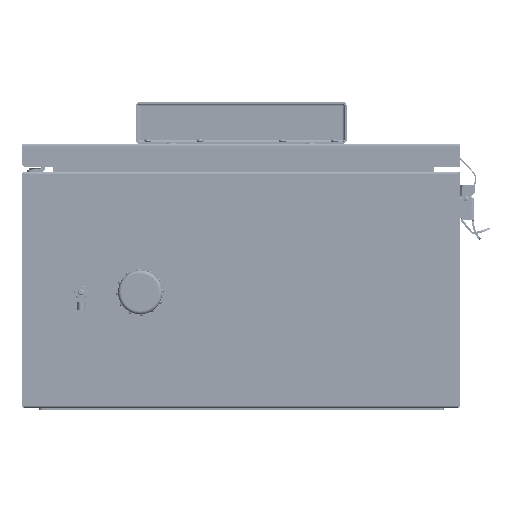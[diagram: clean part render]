
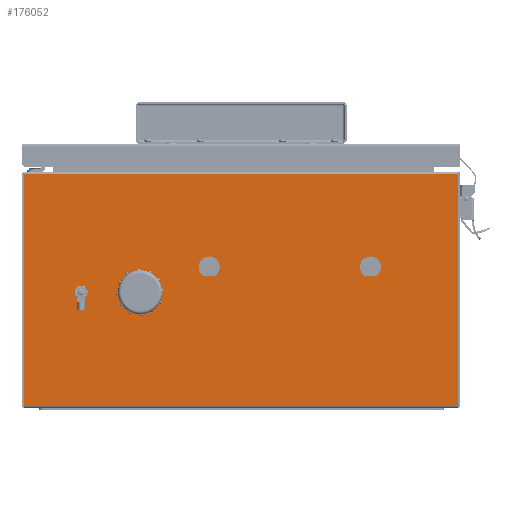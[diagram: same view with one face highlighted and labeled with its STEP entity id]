
A CAD part, front view. The second image highlights one B-rep face of the part: STEP entity #176052.
In plain terms, the highlighted planar face has unit normal (0, -1, 0).
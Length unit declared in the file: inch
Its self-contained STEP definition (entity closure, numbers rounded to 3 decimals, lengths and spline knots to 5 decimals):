
#1883 = CIRCLE ( 'NONE', #106682, 0.3125 ) ;
#2489 = DIRECTION ( 'NONE',  ( 0., 0., -1. ) ) ;
#3547 = EDGE_CURVE ( 'NONE', #175249, #66305, #173191, .T. ) ;
#4740 = DIRECTION ( 'NONE',  ( 0., 0., -1. ) ) ;
#10132 = ORIENTED_EDGE ( 'NONE', *, *, #107812, .F. ) ;
#13488 = CARTESIAN_POINT ( 'NONE',  ( -3., -7.25, 3.81 ) ) ;
#15931 = CARTESIAN_POINT ( 'NONE',  ( 6.435, -7.25, 0. ) ) ;
#21766 = DIRECTION ( 'NONE',  ( 0., 0., -1. ) ) ;
#21825 = ORIENTED_EDGE ( 'NONE', *, *, #30255, .F. ) ;
#23491 = DIRECTION ( 'NONE',  ( 1., 0., 0. ) ) ;
#24298 = DIRECTION ( 'NONE',  ( 1., 0., 0. ) ) ;
#24925 = VERTEX_POINT ( 'NONE', #164283 ) ;
#27060 = CARTESIAN_POINT ( 'NONE',  ( -0.78518, -7.25, 3.8495 ) ) ;
#28610 = VERTEX_POINT ( 'NONE', #139923 ) ;
#30255 = EDGE_CURVE ( 'NONE', #162939, #70447, #92828, .T. ) ;
#30638 = LINE ( 'NONE', #154100, #33024 ) ;
#30720 = DIRECTION ( 'NONE',  ( 0., 0., -1. ) ) ;
#33024 = VECTOR ( 'NONE', #65874, 39.37008 ) ;
#35905 = CARTESIAN_POINT ( 'NONE',  ( 3.83, -7.25, 4.115 ) ) ;
#36458 = DIRECTION ( 'NONE',  ( 0., 0., -1. ) ) ;
#37727 = DIRECTION ( 'NONE',  ( 0., -1., 0. ) ) ;
#38056 = ORIENTED_EDGE ( 'NONE', *, *, #94944, .F. ) ;
#44504 = DIRECTION ( 'NONE',  ( 0., 0., -1. ) ) ;
#46399 = CARTESIAN_POINT ( 'NONE',  ( -0.95, -7.25, 4.115 ) ) ;
#48882 = EDGE_CURVE ( 'NONE', #108269, #180024, #53871, .T. ) ;
#53871 = CIRCLE ( 'NONE', #135685, 0.445 ) ;
#59383 = CIRCLE ( 'NONE', #128823, 0.3125 ) ;
#60113 = VECTOR ( 'NONE', #23491, 39.37008 ) ;
#62811 = FACE_BOUND ( 'NONE', #162458, .T. ) ;
#64397 = EDGE_CURVE ( 'NONE', #127134, #175249, #30638, .T. ) ;
#65874 = DIRECTION ( 'NONE',  ( -1., 0., 0. ) ) ;
#66016 = CARTESIAN_POINT ( 'NONE',  ( -6.435, -7.25, 6.875 ) ) ;
#66305 = VERTEX_POINT ( 'NONE', #66016 ) ;
#68323 = DIRECTION ( 'NONE',  ( 0., 0., -1. ) ) ;
#69598 = DIRECTION ( 'NONE',  ( 1., 0., 0. ) ) ;
#70124 = AXIS2_PLACEMENT_3D ( 'NONE', #124368, #81047, #184070 ) ;
#70447 = VERTEX_POINT ( 'NONE', #153052 ) ;
#73667 = EDGE_CURVE ( 'NONE', #173775, #24925, #95752, .T. ) ;
#73949 = ORIENTED_EDGE ( 'NONE', *, *, #64397, .F. ) ;
#75878 = ORIENTED_EDGE ( 'NONE', *, *, #156595, .F. ) ;
#80389 = EDGE_LOOP ( 'NONE', ( #75878, #21825 ) ) ;
#81047 = DIRECTION ( 'NONE',  ( 0., 1., 0. ) ) ;
#84378 = ORIENTED_EDGE ( 'NONE', *, *, #48882, .F. ) ;
#84936 = LINE ( 'NONE', #27060, #181798 ) ;
#90578 = EDGE_CURVE ( 'NONE', #24925, #173775, #59383, .T. ) ;
#90594 = ORIENTED_EDGE ( 'NONE', *, *, #186154, .F. ) ;
#90684 = DIRECTION ( 'NONE',  ( 0., -1., 0. ) ) ;
#92001 = CIRCLE ( 'NONE', #161053, 0.445 ) ;
#92828 = CIRCLE ( 'NONE', #137852, 0.102 ) ;
#92982 = CARTESIAN_POINT ( 'NONE',  ( -3., -7.25, 3.365 ) ) ;
#94944 = EDGE_CURVE ( 'NONE', #28610, #127134, #154678, .T. ) ;
#95752 = LINE ( 'NONE', #142227, #116438 ) ;
#95762 = CARTESIAN_POINT ( 'NONE',  ( 0., -7.25, 6.875 ) ) ;
#96939 = EDGE_LOOP ( 'NONE', ( #125895, #73949, #38056, #108573 ) ) ;
#97367 = EDGE_LOOP ( 'NONE', ( #144611, #139890 ) ) ;
#100427 = CARTESIAN_POINT ( 'NONE',  ( -3., -7.25, 2.92 ) ) ;
#102465 = ORIENTED_EDGE ( 'NONE', *, *, #107539, .F. ) ;
#102880 = VERTEX_POINT ( 'NONE', #180204 ) ;
#106682 = AXIS2_PLACEMENT_3D ( 'NONE', #46399, #147617, #44504 ) ;
#107059 = EDGE_CURVE ( 'NONE', #66305, #28610, #117912, .T. ) ;
#107539 = EDGE_CURVE ( 'NONE', #180024, #108269, #92001, .T. ) ;
#107812 = EDGE_CURVE ( 'NONE', #149887, #102880, #84936, .T. ) ;
#108269 = VERTEX_POINT ( 'NONE', #100427 ) ;
#108573 = ORIENTED_EDGE ( 'NONE', *, *, #107059, .F. ) ;
#113755 = FACE_BOUND ( 'NONE', #80389, .T. ) ;
#116438 = VECTOR ( 'NONE', #24298, 39.37008 ) ;
#117912 = LINE ( 'NONE', #95762, #60113 ) ;
#124368 = CARTESIAN_POINT ( 'NONE',  ( 0., -7.25, 0. ) ) ;
#124932 = CARTESIAN_POINT ( 'NONE',  ( -4.75, -7.25, 3.365 ) ) ;
#125002 = PLANE ( 'NONE',  #70124 ) ;
#125895 = ORIENTED_EDGE ( 'NONE', *, *, #3547, .F. ) ;
#127089 = CARTESIAN_POINT ( 'NONE',  ( -4.75, -7.25, 3.365 ) ) ;
#127134 = VERTEX_POINT ( 'NONE', #160192 ) ;
#128823 = AXIS2_PLACEMENT_3D ( 'NONE', #35905, #153852, #21766 ) ;
#129934 = AXIS2_PLACEMENT_3D ( 'NONE', #127089, #186144, #68323 ) ;
#135685 = AXIS2_PLACEMENT_3D ( 'NONE', #148640, #90684, #2489 ) ;
#137008 = CARTESIAN_POINT ( 'NONE',  ( -4.75, -7.25, 3.467 ) ) ;
#137852 = AXIS2_PLACEMENT_3D ( 'NONE', #124932, #37727, #36458 ) ;
#139890 = ORIENTED_EDGE ( 'NONE', *, *, #90578, .F. ) ;
#139923 = CARTESIAN_POINT ( 'NONE',  ( 6.435, -7.25, 6.875 ) ) ;
#142227 = CARTESIAN_POINT ( 'NONE',  ( 3.66518, -7.25, 3.8495 ) ) ;
#144611 = ORIENTED_EDGE ( 'NONE', *, *, #73667, .F. ) ;
#147617 = DIRECTION ( 'NONE',  ( 0., -1., 0. ) ) ;
#148640 = CARTESIAN_POINT ( 'NONE',  ( -3., -7.25, 3.365 ) ) ;
#149887 = VERTEX_POINT ( 'NONE', #175306 ) ;
#152183 = DIRECTION ( 'NONE',  ( 0., -1., 0. ) ) ;
#153052 = CARTESIAN_POINT ( 'NONE',  ( -4.75, -7.25, 3.263 ) ) ;
#153852 = DIRECTION ( 'NONE',  ( 0., -1., 0. ) ) ;
#154100 = CARTESIAN_POINT ( 'NONE',  ( 6.435, -7.25, 0.005 ) ) ;
#154678 = LINE ( 'NONE', #15931, #177538 ) ;
#156595 = EDGE_CURVE ( 'NONE', #70447, #162939, #181153, .T. ) ;
#160192 = CARTESIAN_POINT ( 'NONE',  ( 6.435, -7.25, 0.005 ) ) ;
#160282 = EDGE_LOOP ( 'NONE', ( #84378, #102465 ) ) ;
#160992 = CARTESIAN_POINT ( 'NONE',  ( 3.66518, -7.25, 3.8495 ) ) ;
#161053 = AXIS2_PLACEMENT_3D ( 'NONE', #92982, #152183, #4740 ) ;
#161818 = VECTOR ( 'NONE', #184998, 39.37008 ) ;
#162458 = EDGE_LOOP ( 'NONE', ( #10132, #90594 ) ) ;
#162939 = VERTEX_POINT ( 'NONE', #137008 ) ;
#164283 = CARTESIAN_POINT ( 'NONE',  ( 3.99482, -7.25, 3.8495 ) ) ;
#164325 = FACE_BOUND ( 'NONE', #97367, .T. ) ;
#166695 = CARTESIAN_POINT ( 'NONE',  ( -6.435, -7.25, 0.005 ) ) ;
#168925 = FACE_OUTER_BOUND ( 'NONE', #96939, .T. ) ;
#170206 = CARTESIAN_POINT ( 'NONE',  ( -6.435, -7.25, 0. ) ) ;
#173191 = LINE ( 'NONE', #170206, #161818 ) ;
#173775 = VERTEX_POINT ( 'NONE', #160992 ) ;
#175249 = VERTEX_POINT ( 'NONE', #166695 ) ;
#175306 = CARTESIAN_POINT ( 'NONE',  ( -1.11482, -7.25, 3.8495 ) ) ;
#176052 = ADVANCED_FACE ( 'NONE', ( #62811, #164325, #182817, #113755, #168925 ), #125002, .F. ) ;
#177538 = VECTOR ( 'NONE', #30720, 39.37008 ) ;
#180024 = VERTEX_POINT ( 'NONE', #13488 ) ;
#180204 = CARTESIAN_POINT ( 'NONE',  ( -0.78518, -7.25, 3.8495 ) ) ;
#181153 = CIRCLE ( 'NONE', #129934, 0.102 ) ;
#181798 = VECTOR ( 'NONE', #69598, 39.37008 ) ;
#182817 = FACE_BOUND ( 'NONE', #160282, .T. ) ;
#184070 = DIRECTION ( 'NONE',  ( 0., 0., 1. ) ) ;
#184998 = DIRECTION ( 'NONE',  ( 0., 0., 1. ) ) ;
#186144 = DIRECTION ( 'NONE',  ( 0., -1., 0. ) ) ;
#186154 = EDGE_CURVE ( 'NONE', #102880, #149887, #1883, .T. ) ;
